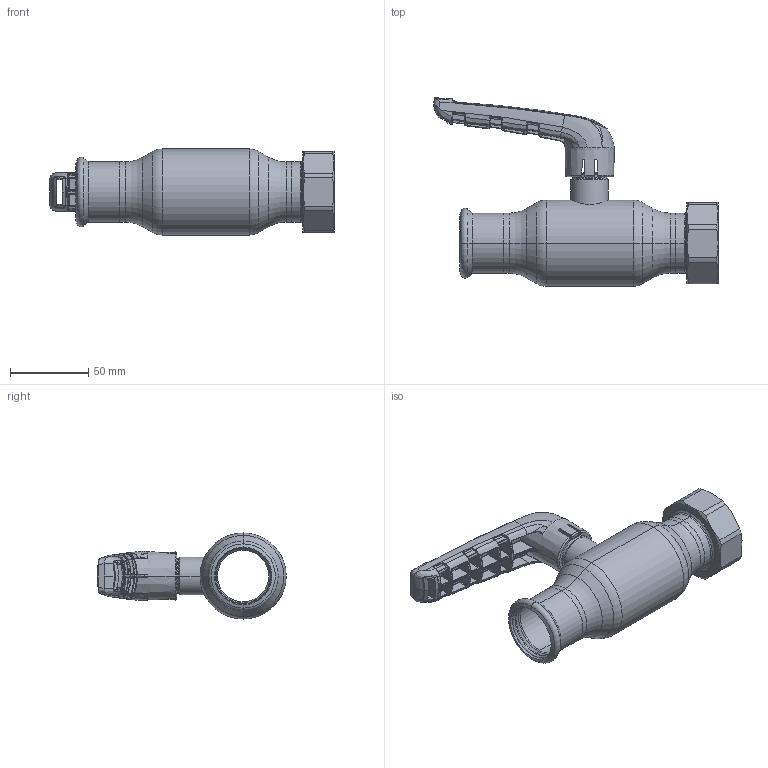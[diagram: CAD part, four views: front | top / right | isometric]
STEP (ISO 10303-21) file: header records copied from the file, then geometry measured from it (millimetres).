
FILE_DESCRIPTION (( 'STEP AP214' ), '1' );
FILE_NAME ('2032001400-xxxx.step', '2019-05-10T06:48:48', ( '' ), ( '' ), 'SwSTEP 2.0', 'SolidWorks 2017', '' );
FILE_SCHEMA (( 'AUTOMOTIVE_DESIGN' ));
Length unit declared in the file: millimetre
Products named in the file (1): 2032001400-xxxx
Bounding box: 181.67 x 120.36 x 55 mm (x, y, z)
Surface area: 56662.5 mm2 (no closed solid volume)
Topology: 0 solids, 11 shells, 773 faces, 2496 edges, 1647 vertices
Faces by surface type: bspline 581, plane 60, cylinder 56, cone 39, torus 25, sphere 12
Entity records: 59400 total; most frequent: CARTESIAN_POINT 34656, ORIENTED_EDGE 4121, EDGE_CURVE 2492, DIRECTION 1755, B_SPLINE_CURVE_WITH_KNOTS 1716, VERTEX_POINT 1649, EDGE_LOOP 797, AXIS2_PLACEMENT_3D 788
